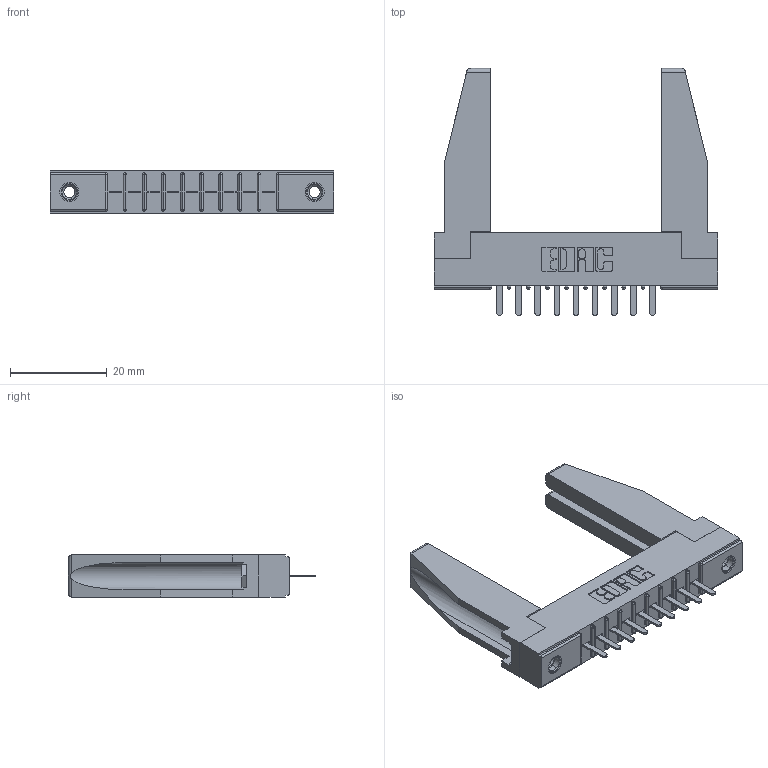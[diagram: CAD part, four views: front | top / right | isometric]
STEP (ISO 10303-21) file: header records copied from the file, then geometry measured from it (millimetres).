
FILE_DESCRIPTION (( 'STEP AP203' ), '1' );
FILE_NAME ('316-009-420-178.STEP', '2020-09-22T15:00:11', ( '' ), ( '' ), 'SwSTEP 2.0', 'SolidWorks 2020', '' );
FILE_SCHEMA (( 'CONFIG_CONTROL_DESIGN' ));
Length unit declared in the file: inch
Products named in the file (5): 307-220-078; 316-009-420-178; 345-250-001_345-250-001-102; 306 Part_.156 Dia; 306-290-001_120
Assembly tree (14 placements, depth 2):
  316-009-420-178
    306 Part_.156 Dia
    306-290-001_120  x9
    345-250-001_345-250-001-102  x2
    307-220-078  x2
Bounding box: 58.67 x 51.16 x 8.71 mm (x, y, z)
Volume: 7954.1 mm3; surface area: 9267.2 mm2
Topology: 14 solids, 14 shells, 876 faces, 2419 edges, 1554 vertices
Faces by surface type: plane 575, cylinder 249, sphere 36, cone 12, torus 4
Entity records: 15063 total; most frequent: CARTESIAN_POINT 2524, ORIENTED_EDGE 2456, DIRECTION 2444, EDGE_CURVE 1228, VECTOR 944, LINE 944, VERTEX_POINT 788, AXIS2_PLACEMENT_3D 750
